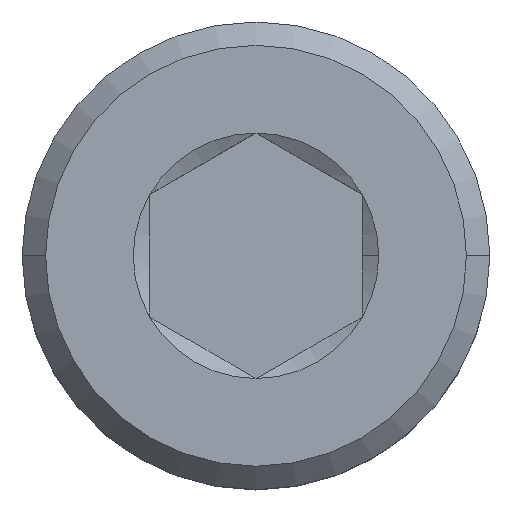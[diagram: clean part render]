
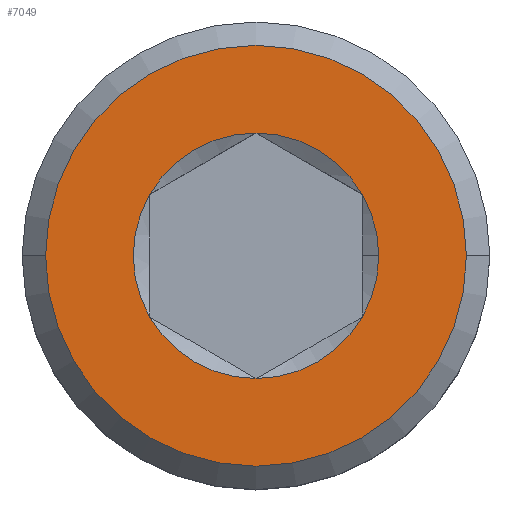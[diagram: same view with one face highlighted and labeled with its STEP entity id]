
A CAD part, top view. The second image highlights one B-rep face of the part: STEP entity #7049.
In plain terms, the highlighted planar face has unit normal (0, 0, 1).
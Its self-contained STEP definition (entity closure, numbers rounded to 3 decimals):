
#121 = EDGE_CURVE ( 'NONE', #2299, #2579, #755, .T. ) ;
#362 = ORIENTED_EDGE ( 'NONE', *, *, #7289, .F. ) ;
#373 = AXIS2_PLACEMENT_3D ( 'NONE', #1073, #4809, #6010 ) ;
#403 = DIRECTION ( 'NONE',  ( 0., 0., 1. ) ) ;
#486 = EDGE_CURVE ( 'NONE', #2165, #6917, #7395, .T. ) ;
#618 = CARTESIAN_POINT ( 'NONE',  ( 0., -1.443, 12.5 ) ) ;
#681 = DIRECTION ( 'NONE',  ( 1., 0., 0. ) ) ;
#730 = CIRCLE ( 'NONE', #2209, 1.443 ) ;
#734 = DIRECTION ( 'NONE',  ( 0., 0., 1. ) ) ;
#745 = EDGE_CURVE ( 'NONE', #2579, #2127, #5880, .T. ) ;
#755 = CIRCLE ( 'NONE', #6402, 1.443 ) ;
#822 = CARTESIAN_POINT ( 'NONE',  ( -1.25, 0.722, 12.5 ) ) ;
#845 = CARTESIAN_POINT ( 'NONE',  ( 1.25, -0.722, 12.5 ) ) ;
#856 = CIRCLE ( 'NONE', #1470, 1.443 ) ;
#962 = FACE_OUTER_BOUND ( 'NONE', #4409, .T. ) ;
#1025 = DIRECTION ( 'NONE',  ( 0., 0., 1. ) ) ;
#1046 = VERTEX_POINT ( 'NONE', #4780 ) ;
#1073 = CARTESIAN_POINT ( 'NONE',  ( 0., 0., 12.5 ) ) ;
#1305 = EDGE_CURVE ( 'NONE', #1046, #2909, #7877, .T. ) ;
#1323 = DIRECTION ( 'NONE',  ( 1., 0., 0. ) ) ;
#1337 = ORIENTED_EDGE ( 'NONE', *, *, #486, .T. ) ;
#1448 = CARTESIAN_POINT ( 'NONE',  ( -2.475, 0., 12.5 ) ) ;
#1470 = AXIS2_PLACEMENT_3D ( 'NONE', #6699, #4187, #3576 ) ;
#1516 = VERTEX_POINT ( 'NONE', #822 ) ;
#1610 = DIRECTION ( 'NONE',  ( 0., 0., 1. ) ) ;
#1920 = EDGE_CURVE ( 'NONE', #1516, #1046, #3077, .T. ) ;
#1934 = CARTESIAN_POINT ( 'NONE',  ( 0., 0., 12.5 ) ) ;
#1941 = AXIS2_PLACEMENT_3D ( 'NONE', #7329, #4283, #681 ) ;
#1994 = AXIS2_PLACEMENT_3D ( 'NONE', #1934, #3124, #5585 ) ;
#2067 = ORIENTED_EDGE ( 'NONE', *, *, #1920, .F. ) ;
#2127 = VERTEX_POINT ( 'NONE', #2575 ) ;
#2165 = VERTEX_POINT ( 'NONE', #5629 ) ;
#2209 = AXIS2_PLACEMENT_3D ( 'NONE', #4685, #403, #2771 ) ;
#2240 = PLANE ( 'NONE',  #4173 ) ;
#2297 = AXIS2_PLACEMENT_3D ( 'NONE', #2766, #3936, #6442 ) ;
#2299 = VERTEX_POINT ( 'NONE', #845 ) ;
#2337 = ORIENTED_EDGE ( 'NONE', *, *, #745, .F. ) ;
#2484 = CARTESIAN_POINT ( 'NONE',  ( 0., 0., 12.5 ) ) ;
#2575 = CARTESIAN_POINT ( 'NONE',  ( 1.25, 0.722, 12.5 ) ) ;
#2579 = VERTEX_POINT ( 'NONE', #6504 ) ;
#2766 = CARTESIAN_POINT ( 'NONE',  ( 0., 0., 12.5 ) ) ;
#2771 = DIRECTION ( 'NONE',  ( 1., 0., 0. ) ) ;
#2819 = DIRECTION ( 'NONE',  ( 1., 0., 0. ) ) ;
#2821 = CARTESIAN_POINT ( 'NONE',  ( 0., 2.75, 12.5 ) ) ;
#2861 = AXIS2_PLACEMENT_3D ( 'NONE', #2484, #734, #1323 ) ;
#2909 = VERTEX_POINT ( 'NONE', #618 ) ;
#3077 = CIRCLE ( 'NONE', #373, 1.443 ) ;
#3087 = VERTEX_POINT ( 'NONE', #7323 ) ;
#3124 = DIRECTION ( 'NONE',  ( 0., 0., 1. ) ) ;
#3247 = ORIENTED_EDGE ( 'NONE', *, *, #5681, .F. ) ;
#3257 = ORIENTED_EDGE ( 'NONE', *, *, #121, .F. ) ;
#3576 = DIRECTION ( 'NONE',  ( 1., 0., 0. ) ) ;
#3767 = FACE_BOUND ( 'NONE', #6976, .T. ) ;
#3774 = EDGE_CURVE ( 'NONE', #3087, #1516, #730, .T. ) ;
#3936 = DIRECTION ( 'NONE',  ( 0., 0., 1. ) ) ;
#4173 = AXIS2_PLACEMENT_3D ( 'NONE', #2821, #1025, #7687 ) ;
#4187 = DIRECTION ( 'NONE',  ( 0., 0., 1. ) ) ;
#4283 = DIRECTION ( 'NONE',  ( 0., 0., 1. ) ) ;
#4409 = EDGE_LOOP ( 'NONE', ( #4971, #1337 ) ) ;
#4494 = ORIENTED_EDGE ( 'NONE', *, *, #3774, .F. ) ;
#4555 = CIRCLE ( 'NONE', #2861, 1.443 ) ;
#4685 = CARTESIAN_POINT ( 'NONE',  ( 0., 0., 12.5 ) ) ;
#4780 = CARTESIAN_POINT ( 'NONE',  ( -1.25, -0.722, 12.5 ) ) ;
#4809 = DIRECTION ( 'NONE',  ( 0., 0., 1. ) ) ;
#4971 = ORIENTED_EDGE ( 'NONE', *, *, #7095, .T. ) ;
#5585 = DIRECTION ( 'NONE',  ( 1., 0., 0. ) ) ;
#5592 = CIRCLE ( 'NONE', #2297, 2.475 ) ;
#5629 = CARTESIAN_POINT ( 'NONE',  ( 2.475, 0., 12.5 ) ) ;
#5681 = EDGE_CURVE ( 'NONE', #2127, #3087, #4555, .T. ) ;
#5880 = CIRCLE ( 'NONE', #1941, 1.443 ) ;
#6010 = DIRECTION ( 'NONE',  ( 1., 0., 0. ) ) ;
#6402 = AXIS2_PLACEMENT_3D ( 'NONE', #7475, #7417, #7441 ) ;
#6442 = DIRECTION ( 'NONE',  ( 1., 0., 0. ) ) ;
#6468 = CARTESIAN_POINT ( 'NONE',  ( 0., 0., 12.5 ) ) ;
#6504 = CARTESIAN_POINT ( 'NONE',  ( 1.443, 0., 12.5 ) ) ;
#6699 = CARTESIAN_POINT ( 'NONE',  ( 0., 0., 12.5 ) ) ;
#6917 = VERTEX_POINT ( 'NONE', #1448 ) ;
#6976 = EDGE_LOOP ( 'NONE', ( #3247, #2337, #3257, #362, #7298, #2067, #4494 ) ) ;
#7049 = ADVANCED_FACE ( 'NONE', ( #962, #3767 ), #2240, .T. ) ;
#7095 = EDGE_CURVE ( 'NONE', #6917, #2165, #5592, .T. ) ;
#7289 = EDGE_CURVE ( 'NONE', #2909, #2299, #856, .T. ) ;
#7298 = ORIENTED_EDGE ( 'NONE', *, *, #1305, .F. ) ;
#7323 = CARTESIAN_POINT ( 'NONE',  ( 0., 1.443, 12.5 ) ) ;
#7329 = CARTESIAN_POINT ( 'NONE',  ( 0., 0., 12.5 ) ) ;
#7395 = CIRCLE ( 'NONE', #7757, 2.475 ) ;
#7417 = DIRECTION ( 'NONE',  ( 0., 0., 1. ) ) ;
#7441 = DIRECTION ( 'NONE',  ( 1., 0., 0. ) ) ;
#7475 = CARTESIAN_POINT ( 'NONE',  ( 0., 0., 12.5 ) ) ;
#7687 = DIRECTION ( 'NONE',  ( 1., 0., 0. ) ) ;
#7757 = AXIS2_PLACEMENT_3D ( 'NONE', #6468, #1610, #2819 ) ;
#7877 = CIRCLE ( 'NONE', #1994, 1.443 ) ;
